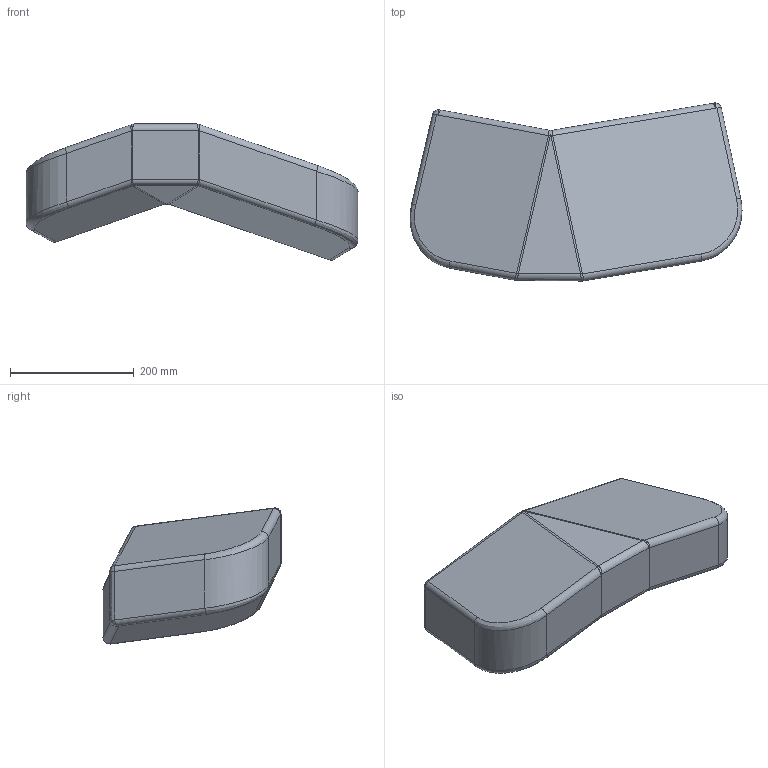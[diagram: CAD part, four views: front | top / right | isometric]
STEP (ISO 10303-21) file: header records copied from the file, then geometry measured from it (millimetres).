
FILE_DESCRIPTION(('FreeCAD Model'),'2;1');
FILE_NAME('tmpKOIhBe','2018-06-15T02:14:47',('FreeCAD'),('FreeCAD') ,'Open CASCADE STEP processor 7.2','FreeCAD','Unknown');
FILE_SCHEMA(('AUTOMOTIVE_DESIGN { 1 0 10303 214 1 1 1 1 }'));
Length unit declared in the file: millimetre
Products named in the file (1): Open CASCADE STEP translator 7.2 1
Bounding box: 537.27 x 288.25 x 220.34 mm (x, y, z)
Volume: 12617391.9 mm3; surface area: 400800.5 mm2
Topology: 1 solids, 1 shells, 54 faces, 116 edges, 62 vertices
Faces by surface type: cylinder 21, bspline 16, plane 13, extrusion 4
Entity records: 12921 total; most frequent: CARTESIAN_POINT 10922, DIRECTION 264, ORIENTED_EDGE 228, PCURVE 228, DEFINITIONAL_REPRESENTATION 228, VECTOR 170, LINE 166, B_SPLINE_CURVE_WITH_KNOTS 144
